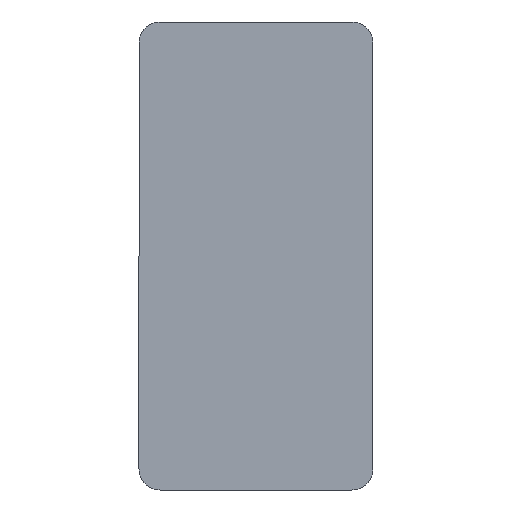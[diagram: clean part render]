
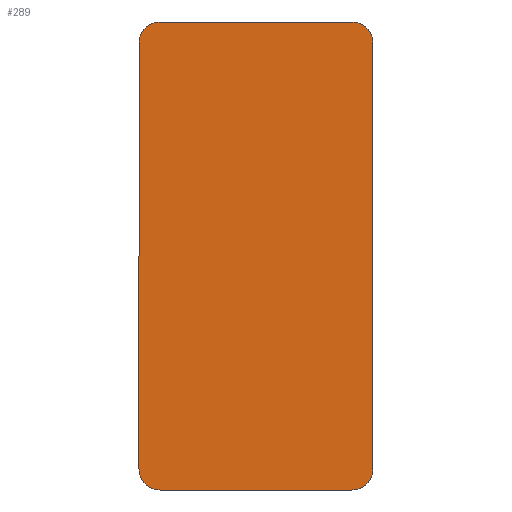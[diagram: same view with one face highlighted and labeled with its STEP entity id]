
A CAD part, front view. The second image highlights one B-rep face of the part: STEP entity #289.
In plain terms, the highlighted planar face has unit normal (0, -1, 0).
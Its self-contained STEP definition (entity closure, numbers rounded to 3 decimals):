
#1 = CARTESIAN_POINT ( 'NONE',  ( -9., 0., 22. ) ) ;
#2 = EDGE_CURVE ( 'NONE', #313, #136, #288, .T. ) ;
#11 = CARTESIAN_POINT ( 'NONE',  ( -11., 0., 20. ) ) ;
#12 = CARTESIAN_POINT ( 'NONE',  ( 9., 0., -20. ) ) ;
#14 = DIRECTION ( 'NONE',  ( 0., -1., 0. ) ) ;
#23 = DIRECTION ( 'NONE',  ( 0., 0., 1. ) ) ;
#40 = CARTESIAN_POINT ( 'NONE',  ( -11., 0., -22. ) ) ;
#44 = VECTOR ( 'NONE', #140, 1000. ) ;
#45 = DIRECTION ( 'NONE',  ( 0., -1., 0. ) ) ;
#56 = CIRCLE ( 'NONE', #169, 2. ) ;
#63 = ORIENTED_EDGE ( 'NONE', *, *, #302, .T. ) ;
#81 = EDGE_CURVE ( 'NONE', #127, #185, #157, .T. ) ;
#89 = CARTESIAN_POINT ( 'NONE',  ( 9., 0., 22. ) ) ;
#90 = EDGE_LOOP ( 'NONE', ( #312, #336, #210, #131, #242, #63, #142, #97 ) ) ;
#97 = ORIENTED_EDGE ( 'NONE', *, *, #99, .T. ) ;
#99 = EDGE_CURVE ( 'NONE', #313, #164, #56, .T. ) ;
#105 = FACE_OUTER_BOUND ( 'NONE', #90, .T. ) ;
#108 = DIRECTION ( 'NONE',  ( 1., 0., 0. ) ) ;
#117 = DIRECTION ( 'NONE',  ( 0., 0., 1. ) ) ;
#126 = CARTESIAN_POINT ( 'NONE',  ( 0., 0., 0. ) ) ;
#127 = VERTEX_POINT ( 'NONE', #334 ) ;
#131 = ORIENTED_EDGE ( 'NONE', *, *, #263, .T. ) ;
#136 = VERTEX_POINT ( 'NONE', #89 ) ;
#137 = VERTEX_POINT ( 'NONE', #218 ) ;
#138 = EDGE_CURVE ( 'NONE', #232, #164, #297, .T. ) ;
#140 = DIRECTION ( 'NONE',  ( -1., 0., 0. ) ) ;
#142 = ORIENTED_EDGE ( 'NONE', *, *, #2, .F. ) ;
#149 = DIRECTION ( 'NONE',  ( 0., 1., 0. ) ) ;
#157 = LINE ( 'NONE', #188, #269 ) ;
#164 = VERTEX_POINT ( 'NONE', #11 ) ;
#167 = DIRECTION ( 'NONE',  ( 0., 0., 1. ) ) ;
#168 = CARTESIAN_POINT ( 'NONE',  ( -9., 0., 20. ) ) ;
#169 = AXIS2_PLACEMENT_3D ( 'NONE', #168, #271, #167 ) ;
#178 = AXIS2_PLACEMENT_3D ( 'NONE', #12, #14, #201 ) ;
#179 = DIRECTION ( 'NONE',  ( 0., -1., 0. ) ) ;
#184 = CIRCLE ( 'NONE', #178, 2. ) ;
#185 = VERTEX_POINT ( 'NONE', #193 ) ;
#188 = CARTESIAN_POINT ( 'NONE',  ( 11., 0., -22. ) ) ;
#190 = CARTESIAN_POINT ( 'NONE',  ( -11., 0., -20. ) ) ;
#193 = CARTESIAN_POINT ( 'NONE',  ( 11., 0., -20. ) ) ;
#194 = VECTOR ( 'NONE', #108, 1000. ) ;
#195 = EDGE_CURVE ( 'NONE', #137, #253, #248, .T. ) ;
#201 = DIRECTION ( 'NONE',  ( 0., 0., 1. ) ) ;
#204 = AXIS2_PLACEMENT_3D ( 'NONE', #126, #149, #335 ) ;
#209 = EDGE_CURVE ( 'NONE', #232, #253, #325, .T. ) ;
#210 = ORIENTED_EDGE ( 'NONE', *, *, #195, .F. ) ;
#211 = CARTESIAN_POINT ( 'NONE',  ( -11., 0., 22. ) ) ;
#217 = VECTOR ( 'NONE', #117, 1000. ) ;
#218 = CARTESIAN_POINT ( 'NONE',  ( 9., 0., -22. ) ) ;
#219 = CARTESIAN_POINT ( 'NONE',  ( -9., 0., -22. ) ) ;
#231 = CIRCLE ( 'NONE', #307, 2. ) ;
#232 = VERTEX_POINT ( 'NONE', #190 ) ;
#242 = ORIENTED_EDGE ( 'NONE', *, *, #81, .F. ) ;
#248 = LINE ( 'NONE', #274, #44 ) ;
#253 = VERTEX_POINT ( 'NONE', #219 ) ;
#255 = AXIS2_PLACEMENT_3D ( 'NONE', #277, #45, #337 ) ;
#263 = EDGE_CURVE ( 'NONE', #137, #185, #184, .T. ) ;
#269 = VECTOR ( 'NONE', #293, 1000. ) ;
#271 = DIRECTION ( 'NONE',  ( 0., -1., 0. ) ) ;
#274 = CARTESIAN_POINT ( 'NONE',  ( -11., 0., -22. ) ) ;
#277 = CARTESIAN_POINT ( 'NONE',  ( -9., 0., -20. ) ) ;
#286 = CARTESIAN_POINT ( 'NONE',  ( 9., 0., 20. ) ) ;
#288 = LINE ( 'NONE', #211, #194 ) ;
#289 = ADVANCED_FACE ( 'NONE', ( #105 ), #309, .F. ) ;
#293 = DIRECTION ( 'NONE',  ( 0., 0., -1. ) ) ;
#297 = LINE ( 'NONE', #40, #217 ) ;
#302 = EDGE_CURVE ( 'NONE', #127, #136, #231, .T. ) ;
#307 = AXIS2_PLACEMENT_3D ( 'NONE', #286, #179, #23 ) ;
#309 = PLANE ( 'NONE',  #204 ) ;
#312 = ORIENTED_EDGE ( 'NONE', *, *, #138, .F. ) ;
#313 = VERTEX_POINT ( 'NONE', #1 ) ;
#325 = CIRCLE ( 'NONE', #255, 2. ) ;
#334 = CARTESIAN_POINT ( 'NONE',  ( 11., 0., 20. ) ) ;
#335 = DIRECTION ( 'NONE',  ( 0., 0., 1. ) ) ;
#336 = ORIENTED_EDGE ( 'NONE', *, *, #209, .T. ) ;
#337 = DIRECTION ( 'NONE',  ( 0., 0., 1. ) ) ;
